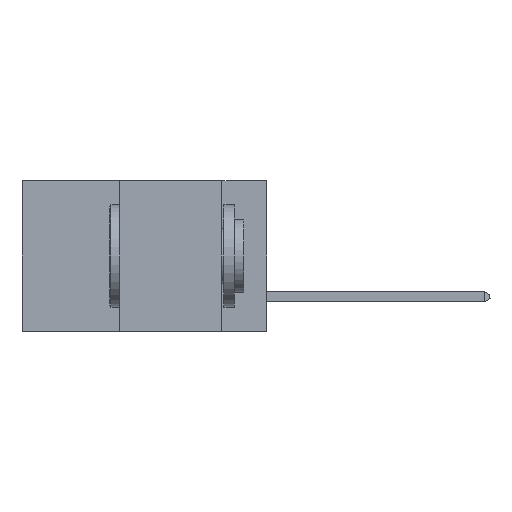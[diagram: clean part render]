
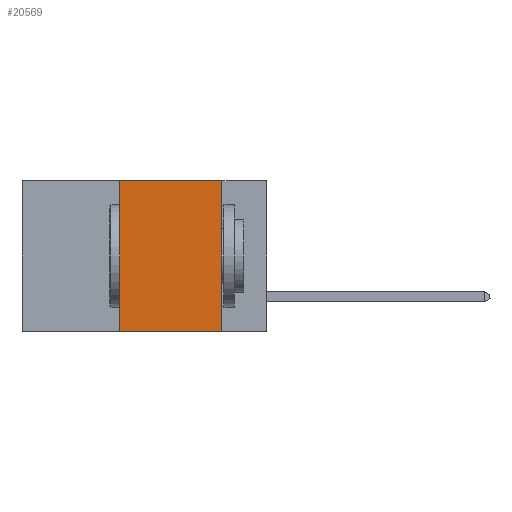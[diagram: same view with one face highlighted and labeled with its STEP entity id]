
A CAD part, left-side view. The second image highlights one B-rep face of the part: STEP entity #20569.
In plain terms, the highlighted planar face has unit normal (-1, 0, 0).
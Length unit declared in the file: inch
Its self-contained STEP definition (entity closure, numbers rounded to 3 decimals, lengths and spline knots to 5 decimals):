
#971 = ORIENTED_EDGE ( 'NONE', *, *, #19867, .F. ) ;
#2790 = LINE ( 'NONE', #3304, #28817 ) ;
#3304 = CARTESIAN_POINT ( 'NONE',  ( 0., 0.11, 0. ) ) ;
#6635 = CARTESIAN_POINT ( 'NONE',  ( 0., 0.11, -0.37 ) ) ;
#6666 = CARTESIAN_POINT ( 'NONE',  ( 0., 0.11, 0. ) ) ;
#9105 = VECTOR ( 'NONE', #13557, 39.37008 ) ;
#11751 = ORIENTED_EDGE ( 'NONE', *, *, #17613, .F. ) ;
#13294 = PLANE ( 'NONE',  #27625 ) ;
#13328 = ORIENTED_EDGE ( 'NONE', *, *, #21666, .T. ) ;
#13557 = DIRECTION ( 'NONE',  ( 0., -1., 0. ) ) ;
#16940 = CARTESIAN_POINT ( 'NONE',  ( 0., 0.6, -0.37 ) ) ;
#17613 = EDGE_CURVE ( 'NONE', #36980, #35949, #33604, .T. ) ;
#19867 = EDGE_CURVE ( 'NONE', #31326, #36980, #34480, .T. ) ;
#20152 = CARTESIAN_POINT ( 'NONE',  ( 0., 0.36, -0.37 ) ) ;
#20569 = ADVANCED_FACE ( 'NONE', ( #27645 ), #13294, .F. ) ;
#21482 = EDGE_LOOP ( 'NONE', ( #25233, #11751, #971, #13328 ) ) ;
#21666 = EDGE_CURVE ( 'NONE', #31326, #27224, #33716, .T. ) ;
#22502 = DIRECTION ( 'NONE',  ( 0., 0., 1. ) ) ;
#23277 = CARTESIAN_POINT ( 'NONE',  ( 0., 0.6, 0. ) ) ;
#24712 = EDGE_CURVE ( 'NONE', #35949, #27224, #2790, .T. ) ;
#25018 = VECTOR ( 'NONE', #33025, 39.37008 ) ;
#25233 = ORIENTED_EDGE ( 'NONE', *, *, #24712, .F. ) ;
#25875 = DIRECTION ( 'NONE',  ( 0., 0., -1. ) ) ;
#26472 = DIRECTION ( 'NONE',  ( 1., 0., 0. ) ) ;
#27224 = VERTEX_POINT ( 'NONE', #6635 ) ;
#27625 = AXIS2_PLACEMENT_3D ( 'NONE', #39423, #26472, #29756 ) ;
#27645 = FACE_OUTER_BOUND ( 'NONE', #21482, .T. ) ;
#28817 = VECTOR ( 'NONE', #25875, 39.37008 ) ;
#29756 = DIRECTION ( 'NONE',  ( 0., 0., -1. ) ) ;
#31326 = VERTEX_POINT ( 'NONE', #20152 ) ;
#32578 = CARTESIAN_POINT ( 'NONE',  ( 0., 0.36, 0. ) ) ;
#33025 = DIRECTION ( 'NONE',  ( 0., -1., 0. ) ) ;
#33604 = LINE ( 'NONE', #23277, #9105 ) ;
#33716 = LINE ( 'NONE', #16940, #25018 ) ;
#34480 = LINE ( 'NONE', #38774, #42103 ) ;
#35949 = VERTEX_POINT ( 'NONE', #6666 ) ;
#36980 = VERTEX_POINT ( 'NONE', #32578 ) ;
#38774 = CARTESIAN_POINT ( 'NONE',  ( 0., 0.36, 0. ) ) ;
#39423 = CARTESIAN_POINT ( 'NONE',  ( 0., 0.6, 0. ) ) ;
#42103 = VECTOR ( 'NONE', #22502, 39.37008 ) ;
